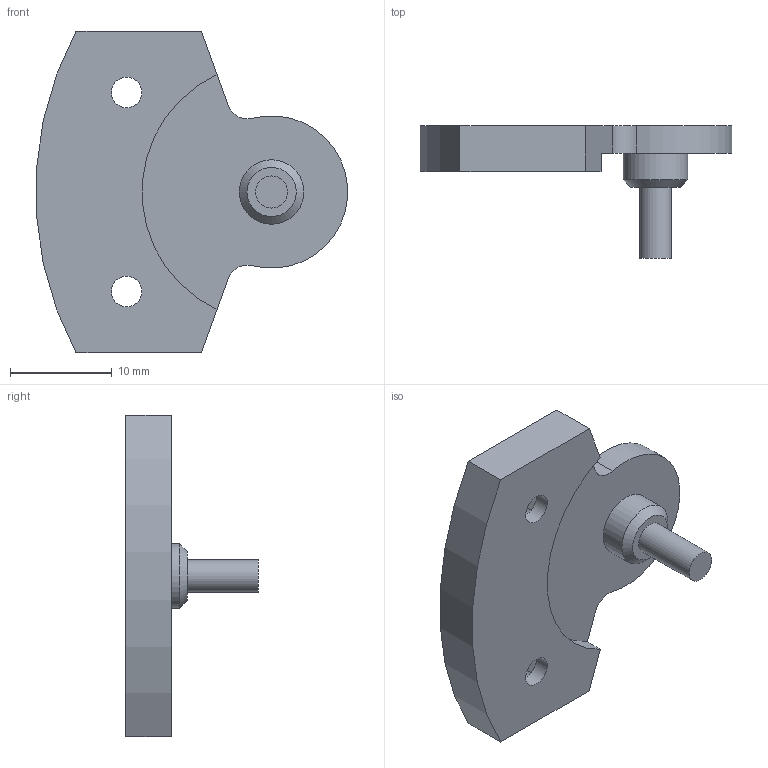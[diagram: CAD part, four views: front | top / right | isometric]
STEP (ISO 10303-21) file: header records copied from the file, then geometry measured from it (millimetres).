
FILE_DESCRIPTION(/* description */ ('STEP AP214'),/* implementation_level */ '2;1');
FILE_NAME(/* name */ '1.2 Metatarsal Bottom.stp',/* time_stamp */ '2023-04-12T21:59:08+05:00',/* author */ ('shailesh suthar'),/* organization */ (''),/* preprocessor_version */ 'ST-DEVELOPER v18.1',/* originating_system */ 'Autodesk Inventor 2022',/* authorisation */ '');
FILE_SCHEMA (('AUTOMOTIVE_DESIGN { 1 0 10303 214 3 1 1 }'));
Length unit declared in the file: millimetre
Products named in the file (1): 1.2 Metatarsal Bottom Metal
Bounding box: 30.61 x 13.05 x 31.59 mm (x, y, z)
Volume: 2523.6 mm3; surface area: 2088.2 mm2
Topology: 1 solids, 1 shells, 45 faces, 116 edges, 77 vertices
Faces by surface type: plane 23, cylinder 21, cone 1
Full cylindrical faces by diameter (mm): 3 x2, 3.15 x1, 6.35 x1
Entity records: 1488 total; most frequent: DIRECTION 251, CARTESIAN_POINT 239, ORIENTED_EDGE 232, EDGE_CURVE 116, AXIS2_PLACEMENT_3D 89, VERTEX_POINT 77, LINE 73, VECTOR 73
